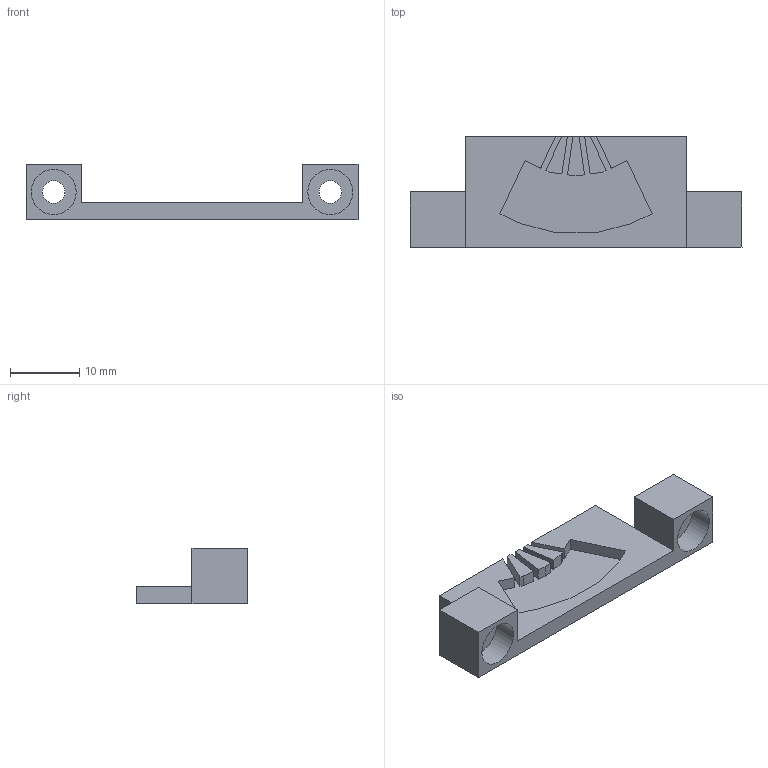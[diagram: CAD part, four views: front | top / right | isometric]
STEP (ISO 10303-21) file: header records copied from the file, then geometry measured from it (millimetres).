
FILE_DESCRIPTION(/* description */ ('','CAx-IF Rec.Pracs.---Representation and Presentation of Product Manufacturing Information (PMI)---4.0---2014-10-13'),/* implementation_level */ '2;1');
FILE_NAME(/* name */ 'AI Pin Pogo Pin Holder.step',/* time_stamp */ '2025-03-03T11:02:12-08:00',/* author */ (''),/* organization */ (''),/* preprocessor_version */ 'ST-DEVELOPER v20',/* originating_system */ 'Autodesk Translation Framework v13.20.0.188',/* authorisation */ '');
FILE_SCHEMA (('AP242_MANAGED_MODEL_BASED_3D_ENGINEERING_MIM_LF { 1 0 10303 442 1 1 4 }'));
Length unit declared in the file: millimetre
Products named in the file (1): AI Pin Pogo Pin Holder 3
Bounding box: 48 x 16 x 8 mm (x, y, z)
Volume: 1692.8 mm3; surface area: 2363.2 mm2
Topology: 4 solids, 4 shells, 56 faces, 136 edges, 90 vertices
Faces by surface type: plane 52, cylinder 4
Full cylindrical faces by diameter (mm): 3.25 x2, 6.5 x2
Entity records: 1650 total; most frequent: CARTESIAN_POINT 283, ORIENTED_EDGE 272, DIRECTION 258, EDGE_CURVE 136, LINE 128, VECTOR 128, VERTEX_POINT 90, AXIS2_PLACEMENT_3D 65
